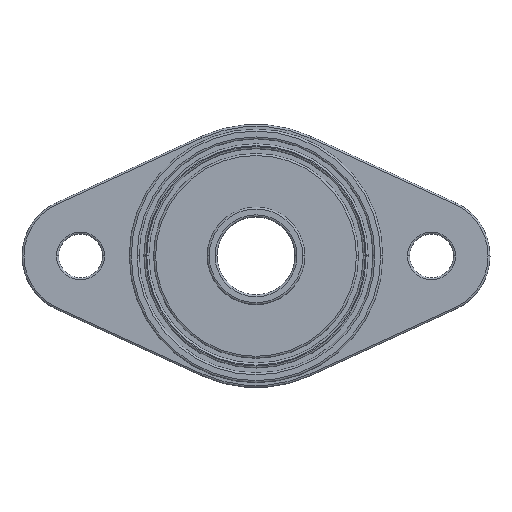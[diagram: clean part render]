
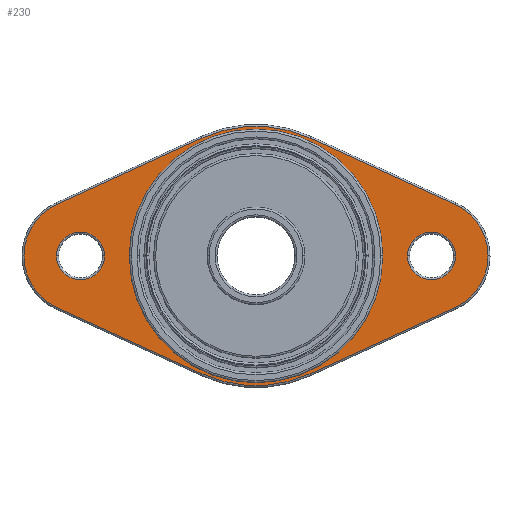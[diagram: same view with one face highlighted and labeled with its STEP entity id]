
A CAD part, top view. The second image highlights one B-rep face of the part: STEP entity #230.
In plain terms, the highlighted planar face has unit normal (0, 0, 1).
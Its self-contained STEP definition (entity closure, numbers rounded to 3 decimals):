
#23 = CARTESIAN_POINT ( 'NONE',  ( 0., 0., 4. ) ) ;
#29 = DIRECTION ( 'NONE',  ( -0.909, 0.417, 0. ) ) ;
#44 = VERTEX_POINT ( 'NONE', #1432 ) ;
#58 = LINE ( 'NONE', #2758, #1273 ) ;
#79 = CIRCLE ( 'NONE', #175, 2.45 ) ;
#90 = ORIENTED_EDGE ( 'NONE', *, *, #423, .T. ) ;
#110 = VERTEX_POINT ( 'NONE', #805 ) ;
#111 = DIRECTION ( 'NONE',  ( 1., 0., 0. ) ) ;
#138 = ORIENTED_EDGE ( 'NONE', *, *, #2432, .T. ) ;
#146 = EDGE_CURVE ( 'NONE', #2633, #186, #2868, .T. ) ;
#149 = DIRECTION ( 'NONE',  ( 0., 0., 1. ) ) ;
#175 = AXIS2_PLACEMENT_3D ( 'NONE', #2714, #1630, #2072 ) ;
#186 = VERTEX_POINT ( 'NONE', #1201 ) ;
#189 = DIRECTION ( 'NONE',  ( 1., 0., 0. ) ) ;
#202 = CARTESIAN_POINT ( 'NONE',  ( 5.542, 12.09, 4. ) ) ;
#230 = ADVANCED_FACE ( 'NONE', ( #1900, #1662, #2383, #547 ), #1022, .T. ) ;
#233 = EDGE_CURVE ( 'NONE', #186, #1210, #2777, .T. ) ;
#240 = CARTESIAN_POINT ( 'NONE',  ( 0., 0., 4. ) ) ;
#285 = DIRECTION ( 'NONE',  ( 0., 0., -1. ) ) ;
#303 = AXIS2_PLACEMENT_3D ( 'NONE', #2222, #2634, #2207 ) ;
#330 = EDGE_CURVE ( 'NONE', #2784, #110, #776, .T. ) ;
#346 = CARTESIAN_POINT ( 'NONE',  ( -20.417, -5.273, 4. ) ) ;
#370 = DIRECTION ( 'NONE',  ( 1., 0., 0. ) ) ;
#390 = VECTOR ( 'NONE', #29, 1000. ) ;
#399 = CARTESIAN_POINT ( 'NONE',  ( 18., 0., 4. ) ) ;
#423 = EDGE_CURVE ( 'NONE', #705, #44, #79, .T. ) ;
#426 = ORIENTED_EDGE ( 'NONE', *, *, #2359, .T. ) ;
#468 = CARTESIAN_POINT ( 'NONE',  ( 13., 0., 4. ) ) ;
#483 = CIRCLE ( 'NONE', #1652, 13.3 ) ;
#506 = CARTESIAN_POINT ( 'NONE',  ( -13., 0., 4. ) ) ;
#515 = VERTEX_POINT ( 'NONE', #2061 ) ;
#517 = VERTEX_POINT ( 'NONE', #468 ) ;
#537 = CARTESIAN_POINT ( 'NONE',  ( 23.8, 0., 4. ) ) ;
#547 = FACE_BOUND ( 'NONE', #1706, .T. ) ;
#562 = EDGE_CURVE ( 'NONE', #1081, #517, #2214, .T. ) ;
#628 = CARTESIAN_POINT ( 'NONE',  ( 20.417, -5.273, 4. ) ) ;
#636 = AXIS2_PLACEMENT_3D ( 'NONE', #752, #2358, #2541 ) ;
#645 = DIRECTION ( 'NONE',  ( 1., 0., 0. ) ) ;
#646 = ORIENTED_EDGE ( 'NONE', *, *, #1498, .T. ) ;
#683 = AXIS2_PLACEMENT_3D ( 'NONE', #399, #1511, #1958 ) ;
#696 = CARTESIAN_POINT ( 'NONE',  ( -5.542, -12.09, 4. ) ) ;
#705 = VERTEX_POINT ( 'NONE', #2832 ) ;
#723 = AXIS2_PLACEMENT_3D ( 'NONE', #2615, #2814, #645 ) ;
#752 = CARTESIAN_POINT ( 'NONE',  ( -18., 0., 4. ) ) ;
#776 = CIRCLE ( 'NONE', #683, 5.8 ) ;
#782 = DIRECTION ( 'NONE',  ( 0.909, 0.417, 0. ) ) ;
#805 = CARTESIAN_POINT ( 'NONE',  ( 20.417, 5.273, 4. ) ) ;
#808 = AXIS2_PLACEMENT_3D ( 'NONE', #2386, #149, #189 ) ;
#852 = CIRCLE ( 'NONE', #808, 5.8 ) ;
#870 = VECTOR ( 'NONE', #782, 1000. ) ;
#930 = ORIENTED_EDGE ( 'NONE', *, *, #1115, .T. ) ;
#962 = LINE ( 'NONE', #2346, #1801 ) ;
#964 = ORIENTED_EDGE ( 'NONE', *, *, #1717, .T. ) ;
#1022 = PLANE ( 'NONE',  #2142 ) ;
#1081 = VERTEX_POINT ( 'NONE', #506 ) ;
#1101 = CARTESIAN_POINT ( 'NONE',  ( 5.542, 12.09, 4. ) ) ;
#1102 = CARTESIAN_POINT ( 'NONE',  ( 15.55, 0., 4. ) ) ;
#1113 = EDGE_LOOP ( 'NONE', ( #1877, #1379 ) ) ;
#1115 = EDGE_CURVE ( 'NONE', #1210, #2784, #852, .T. ) ;
#1123 = DIRECTION ( 'NONE',  ( 0., 0., 1. ) ) ;
#1190 = DIRECTION ( 'NONE',  ( -0.909, -0.417, 0. ) ) ;
#1201 = CARTESIAN_POINT ( 'NONE',  ( 5.542, -12.09, 4. ) ) ;
#1210 = VERTEX_POINT ( 'NONE', #628 ) ;
#1222 = CARTESIAN_POINT ( 'NONE',  ( -20.417, 5.273, 4. ) ) ;
#1273 = VECTOR ( 'NONE', #1190, 1000. ) ;
#1319 = AXIS2_PLACEMENT_3D ( 'NONE', #2514, #285, #1871 ) ;
#1332 = EDGE_CURVE ( 'NONE', #1723, #1382, #2538, .T. ) ;
#1379 = ORIENTED_EDGE ( 'NONE', *, *, #1550, .T. ) ;
#1382 = VERTEX_POINT ( 'NONE', #1102 ) ;
#1432 = CARTESIAN_POINT ( 'NONE',  ( -20.45, 0., 4. ) ) ;
#1439 = CARTESIAN_POINT ( 'NONE',  ( -18., 0., 4. ) ) ;
#1450 = EDGE_LOOP ( 'NONE', ( #646, #138, #426, #2097, #2776, #930, #2825, #2228, #964 ) ) ;
#1470 = DIRECTION ( 'NONE',  ( 0., 0., 1. ) ) ;
#1498 = EDGE_CURVE ( 'NONE', #515, #2402, #58, .T. ) ;
#1511 = DIRECTION ( 'NONE',  ( 0., 0., 1. ) ) ;
#1550 = EDGE_CURVE ( 'NONE', #1382, #1723, #2581, .T. ) ;
#1581 = ORIENTED_EDGE ( 'NONE', *, *, #562, .F. ) ;
#1630 = DIRECTION ( 'NONE',  ( 0., 0., -1. ) ) ;
#1652 = AXIS2_PLACEMENT_3D ( 'NONE', #240, #1123, #2029 ) ;
#1662 = FACE_BOUND ( 'NONE', #2032, .T. ) ;
#1663 = CIRCLE ( 'NONE', #636, 2.45 ) ;
#1690 = AXIS2_PLACEMENT_3D ( 'NONE', #23, #1807, #2367 ) ;
#1706 = EDGE_LOOP ( 'NONE', ( #1581, #1765 ) ) ;
#1717 = EDGE_CURVE ( 'NONE', #2848, #515, #483, .T. ) ;
#1723 = VERTEX_POINT ( 'NONE', #2693 ) ;
#1745 = EDGE_CURVE ( 'NONE', #110, #2848, #2652, .T. ) ;
#1765 = ORIENTED_EDGE ( 'NONE', *, *, #2114, .F. ) ;
#1801 = VECTOR ( 'NONE', #2569, 1000. ) ;
#1807 = DIRECTION ( 'NONE',  ( 0., 0., 1. ) ) ;
#1871 = DIRECTION ( 'NONE',  ( 1., 0., 0. ) ) ;
#1877 = ORIENTED_EDGE ( 'NONE', *, *, #1332, .T. ) ;
#1900 = FACE_BOUND ( 'NONE', #1113, .T. ) ;
#1926 = CARTESIAN_POINT ( 'NONE',  ( 20.417, -5.273, 4. ) ) ;
#1944 = CARTESIAN_POINT ( 'NONE',  ( 0., 0., 4. ) ) ;
#1958 = DIRECTION ( 'NONE',  ( 1., 0., 0. ) ) ;
#1964 = ORIENTED_EDGE ( 'NONE', *, *, #2770, .T. ) ;
#2029 = DIRECTION ( 'NONE',  ( 1., 0., 0. ) ) ;
#2032 = EDGE_LOOP ( 'NONE', ( #90, #1964 ) ) ;
#2061 = CARTESIAN_POINT ( 'NONE',  ( -5.542, 12.09, 4. ) ) ;
#2072 = DIRECTION ( 'NONE',  ( 1., 0., 0. ) ) ;
#2097 = ORIENTED_EDGE ( 'NONE', *, *, #146, .T. ) ;
#2114 = EDGE_CURVE ( 'NONE', #517, #1081, #2675, .T. ) ;
#2142 = AXIS2_PLACEMENT_3D ( 'NONE', #1439, #2372, #111 ) ;
#2207 = DIRECTION ( 'NONE',  ( 1., 0., 0. ) ) ;
#2214 = CIRCLE ( 'NONE', #1690, 13. ) ;
#2222 = CARTESIAN_POINT ( 'NONE',  ( 0., 0., 4. ) ) ;
#2228 = ORIENTED_EDGE ( 'NONE', *, *, #1745, .T. ) ;
#2279 = CARTESIAN_POINT ( 'NONE',  ( 18., 0., 4. ) ) ;
#2346 = CARTESIAN_POINT ( 'NONE',  ( -5.542, -12.09, 4. ) ) ;
#2358 = DIRECTION ( 'NONE',  ( 0., 0., -1. ) ) ;
#2359 = EDGE_CURVE ( 'NONE', #2403, #2633, #962, .T. ) ;
#2367 = DIRECTION ( 'NONE',  ( 1., 0., 0. ) ) ;
#2372 = DIRECTION ( 'NONE',  ( 0., 0., 1. ) ) ;
#2383 = FACE_OUTER_BOUND ( 'NONE', #1450, .T. ) ;
#2386 = CARTESIAN_POINT ( 'NONE',  ( 18., 0., 4. ) ) ;
#2402 = VERTEX_POINT ( 'NONE', #1222 ) ;
#2403 = VERTEX_POINT ( 'NONE', #346 ) ;
#2432 = EDGE_CURVE ( 'NONE', #2402, #2403, #2546, .T. ) ;
#2443 = DIRECTION ( 'NONE',  ( 1., 0., 0. ) ) ;
#2514 = CARTESIAN_POINT ( 'NONE',  ( 18., 0., 4. ) ) ;
#2538 = CIRCLE ( 'NONE', #2670, 2.45 ) ;
#2541 = DIRECTION ( 'NONE',  ( 1., 0., 0. ) ) ;
#2546 = CIRCLE ( 'NONE', #723, 5.8 ) ;
#2551 = AXIS2_PLACEMENT_3D ( 'NONE', #1944, #1470, #370 ) ;
#2569 = DIRECTION ( 'NONE',  ( 0.909, -0.417, 0. ) ) ;
#2581 = CIRCLE ( 'NONE', #1319, 2.45 ) ;
#2615 = CARTESIAN_POINT ( 'NONE',  ( -18., 0., 4. ) ) ;
#2633 = VERTEX_POINT ( 'NONE', #696 ) ;
#2634 = DIRECTION ( 'NONE',  ( 0., 0., 1. ) ) ;
#2652 = LINE ( 'NONE', #1101, #390 ) ;
#2670 = AXIS2_PLACEMENT_3D ( 'NONE', #2279, #2706, #2443 ) ;
#2675 = CIRCLE ( 'NONE', #303, 13. ) ;
#2693 = CARTESIAN_POINT ( 'NONE',  ( 20.45, 0., 4. ) ) ;
#2706 = DIRECTION ( 'NONE',  ( 0., 0., -1. ) ) ;
#2714 = CARTESIAN_POINT ( 'NONE',  ( -18., 0., 4. ) ) ;
#2758 = CARTESIAN_POINT ( 'NONE',  ( -20.417, 5.273, 4. ) ) ;
#2770 = EDGE_CURVE ( 'NONE', #44, #705, #1663, .T. ) ;
#2776 = ORIENTED_EDGE ( 'NONE', *, *, #233, .T. ) ;
#2777 = LINE ( 'NONE', #1926, #870 ) ;
#2784 = VERTEX_POINT ( 'NONE', #537 ) ;
#2814 = DIRECTION ( 'NONE',  ( 0., 0., 1. ) ) ;
#2825 = ORIENTED_EDGE ( 'NONE', *, *, #330, .T. ) ;
#2832 = CARTESIAN_POINT ( 'NONE',  ( -15.55, 0., 4. ) ) ;
#2848 = VERTEX_POINT ( 'NONE', #202 ) ;
#2868 = CIRCLE ( 'NONE', #2551, 13.3 ) ;
